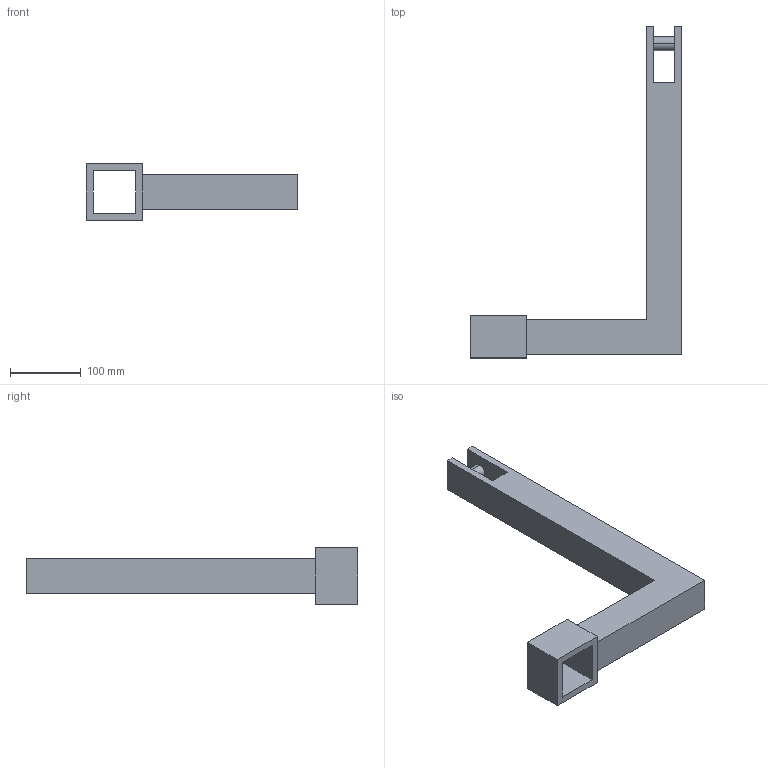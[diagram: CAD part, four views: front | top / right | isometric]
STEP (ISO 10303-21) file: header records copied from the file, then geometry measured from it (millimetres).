
FILE_DESCRIPTION (( 'STEP AP203' ), '1' );
FILE_NAME ('BCD_Default_sldprt.STEP', '2022-09-15T03:15:56', ( '' ), ( '' ), 'SwSTEP 2.0', 'SolidWorks 2019', '' );
FILE_SCHEMA (( 'CONFIG_CONTROL_DESIGN' ));
Length unit declared in the file: millimetre
Products named in the file (1): BCD_Default_sldprt
Bounding box: 300 x 470 x 80 mm (x, y, z)
Volume: 1644924.8 mm3; surface area: 170656.6 mm2
Topology: 1 solids, 1 shells, 23 faces, 60 edges, 40 vertices
Faces by surface type: plane 21, cylinder 2
Entity records: 783 total; most frequent: CARTESIAN_POINT 124, ORIENTED_EDGE 120, DIRECTION 112, EDGE_CURVE 60, VECTOR 56, LINE 56, VERTEX_POINT 40, AXIS2_PLACEMENT_3D 28
